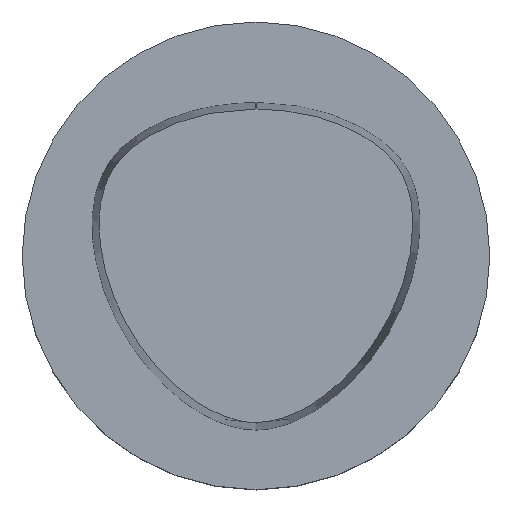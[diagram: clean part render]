
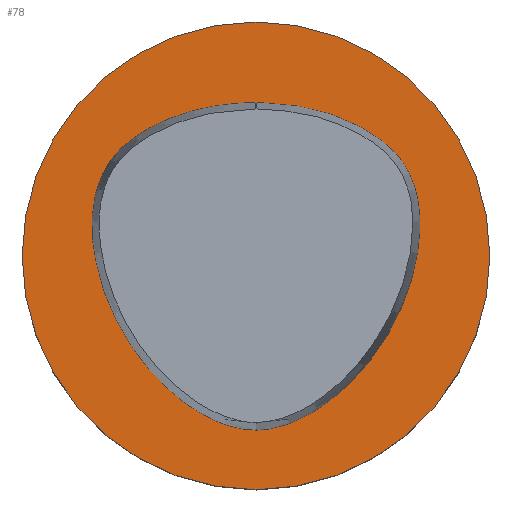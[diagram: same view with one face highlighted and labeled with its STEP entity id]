
A CAD part, top view. The second image highlights one B-rep face of the part: STEP entity #78.
In plain terms, the highlighted planar face has unit normal (0, 0, 1).
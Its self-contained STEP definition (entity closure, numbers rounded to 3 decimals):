
#78=ADVANCED_FACE('Unnamed[1]',(#200,#201),#202,.T.);
#83=EDGE_CURVE('Unnamed[1]',#209,#209,#210,.T.);
#95=EDGE_CURVE('Unnamed[1]',#221,#193,#229,.T.);
#108=EDGE_CURVE('Unnamed[1]',#193,#245,#246,.T.);
#168=EDGE_CURVE('Unnamed[1]',#245,#221,#331,.T.);
#193=VERTEX_POINT('',#351);
#200=FACE_BOUND('',#361,.T.);
#201=FACE_OUTER_BOUND('',#362,.T.);
#202=PLANE('',#363);
#209=VERTEX_POINT('',#372);
#210=CIRCLE('',#373,31.5);
#221=VERTEX_POINT('',#387);
#229=B_SPLINE_CURVE_WITH_KNOTS('',3,(#398,#399,#400,#401,#402,#403,#404,#405,#406,#407,#408,#409,#410,#411,#412,#413,#414),.UNSPECIFIED.,.F.,.F.,(4,1,1,1,1,1,1,1,1,1,1,1,1,1,4),(-13.23,-12.817,-12.403,-11.99,-11.576,-11.163,-10.956,-10.75,-10.336,-9.923,-9.096,-8.269,-7.442,-7.029,-6.615),.UNSPECIFIED.);
#245=VERTEX_POINT('',#501);
#246=B_SPLINE_CURVE_WITH_KNOTS('',3,(#502,#503,#504,#505,#506,#507,#508,#509,#510,#511,#512,#513,#514,#515,#516,#517,#518,#519),.UNSPECIFIED.,.F.,.F.,(4,1,1,1,1,1,1,1,1,2,1,1,1,1,4),(-6.615,-6.202,-5.788,-5.375,-4.961,-4.134,-3.308,-2.894,-2.481,-2.067,-1.654,-1.24,-0.827,-0.413,0.0),.UNSPECIFIED.);
#331=CIRCLE('',#729,0.95);
#351=CARTESIAN_POINT('',(0.044,-23.469,0.));
#361=EDGE_LOOP('',(#742,#743,#744));
#362=EDGE_LOOP('',(#745));
#363=AXIS2_PLACEMENT_3D('',#746,#747,#748);
#372=CARTESIAN_POINT('',(0.,31.5,0.));
#373=AXIS2_PLACEMENT_3D('',#755,#756,#757);
#387=CARTESIAN_POINT('',(0.045,20.677,0.));
#398=CARTESIAN_POINT('',(0.045,20.677,0.));
#399=CARTESIAN_POINT('',(1.424,20.61,0.));
#400=CARTESIAN_POINT('',(4.223,20.484,0.));
#401=CARTESIAN_POINT('',(8.472,19.689,0.));
#402=CARTESIAN_POINT('',(12.514,18.243,0.0));
#403=CARTESIAN_POINT('',(16.304,16.173,0.));
#404=CARTESIAN_POINT('',(19.145,13.704,0.));
#405=CARTESIAN_POINT('',(20.732,11.101,0.0));
#406=CARTESIAN_POINT('',(21.783,8.281,0.));
#407=CARTESIAN_POINT('',(22.226,4.609,0.0));
#408=CARTESIAN_POINT('',(21.744,-1.113,0.0));
#409=CARTESIAN_POINT('',(19.552,-7.954,0.0));
#410=CARTESIAN_POINT('',(14.957,-15.209,0.0));
#411=CARTESIAN_POINT('',(9.668,-20.083,0.));
#412=CARTESIAN_POINT('',(4.516,-22.795,0.));
#413=CARTESIAN_POINT('',(1.559,-23.461,0.));
#414=CARTESIAN_POINT('',(0.044,-23.469,0.));
#501=CARTESIAN_POINT('',(-0.045,20.677,0.));
#502=CARTESIAN_POINT('',(0.044,-23.469,0.));
#503=CARTESIAN_POINT('',(-1.471,-23.477,0.));
#504=CARTESIAN_POINT('',(-4.439,-22.821,0.));
#505=CARTESIAN_POINT('',(-8.35,-20.8,0.));
#506=CARTESIAN_POINT('',(-11.745,-18.156,0.));
#507=CARTESIAN_POINT('',(-15.699,-14.041,0.));
#508=CARTESIAN_POINT('',(-19.535,-8.006,0.));
#509=CARTESIAN_POINT('',(-21.721,-1.161,0.0));
#510=CARTESIAN_POINT('',(-22.249,4.55,0.0));
#511=CARTESIAN_POINT('',(-21.665,9.002,0.0));
#512=CARTESIAN_POINT('',(-20.395,11.778,0.0));
#513=CARTESIAN_POINT('',(-18.593,14.198,0.0));
#514=CARTESIAN_POINT('',(-16.323,16.178,0.0));
#515=CARTESIAN_POINT('',(-12.508,18.252,0.));
#516=CARTESIAN_POINT('',(-8.468,19.679,0.));
#517=CARTESIAN_POINT('',(-4.23,20.488,0.));
#518=CARTESIAN_POINT('',(-1.423,20.613,0.));
#519=CARTESIAN_POINT('',(-0.045,20.677,0.));
#729=AXIS2_PLACEMENT_3D('',#878,#879,#880);
#742=ORIENTED_EDGE('',*,*,#95,.T.);
#743=ORIENTED_EDGE('',*,*,#108,.T.);
#744=ORIENTED_EDGE('',*,*,#168,.T.);
#745=ORIENTED_EDGE('',*,*,#83,.F.);
#746=CARTESIAN_POINT('',(0.,15.75,0.));
#747=DIRECTION('',(0.,0.,1.0));
#748=DIRECTION('',(0.,-1.0,0.));
#755=CARTESIAN_POINT('',(0.0,0.0,0.0));
#756=DIRECTION('',(0.,0.,-1.0));
#757=DIRECTION('',(0.,1.0,0.));
#878=CARTESIAN_POINT('',(-0.001,19.728,0.));
#879=DIRECTION('',(0.,0.,-1.0));
#880=DIRECTION('',(-0.046,0.999,0.));
